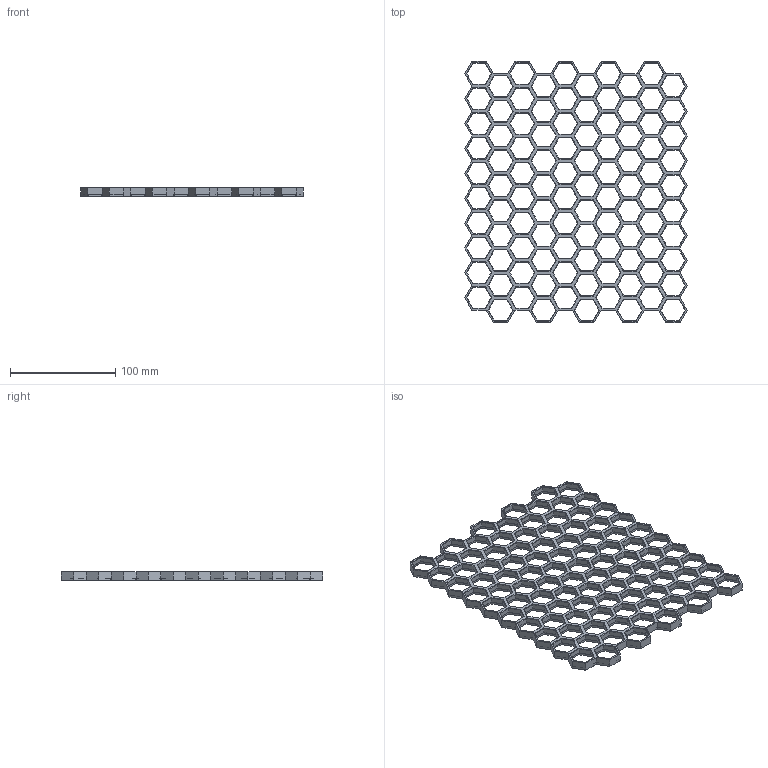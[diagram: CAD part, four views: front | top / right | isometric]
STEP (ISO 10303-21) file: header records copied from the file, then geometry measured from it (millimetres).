
FILE_DESCRIPTION(/* description */ (''),/* implementation_level */ '2;1');
FILE_NAME(/* name */ '211x248.step',/* time_stamp */ '2023-08-12T19:10:33+02:00',/* author */ (''),/* organization */ (''),/* preprocessor_version */ 'ST-DEVELOPER v19.2',/* originating_system */ 'Autodesk Translation Framework v12.6.0.85',/* authorisation */ '');
FILE_SCHEMA (('AUTOMOTIVE_DESIGN { 1 0 10303 214 3 1 1 }'));
Products named in the file (2): honeycomb-wall-parametrized; plate
Assembly tree (1 placements, depth 2):
  honeycomb-wall-parametrized
    plate
Bounding box: 211.19 x 247.8 x 8 mm (x, y, z)
Volume: 90269.3 mm3; surface area: 87010.2 mm2
Topology: 1 solids, 1 shells, 2480 faces, 5634 edges, 3156 vertices
Faces by surface type: plane 2480
Entity records: 66051 total; most frequent: CARTESIAN_POINT 11273, ORIENTED_EDGE 11268, DIRECTION 10600, LINE 5634, VECTOR 5634, EDGE_CURVE 5634, VERTEX_POINT 3156, EDGE_LOOP 2680
